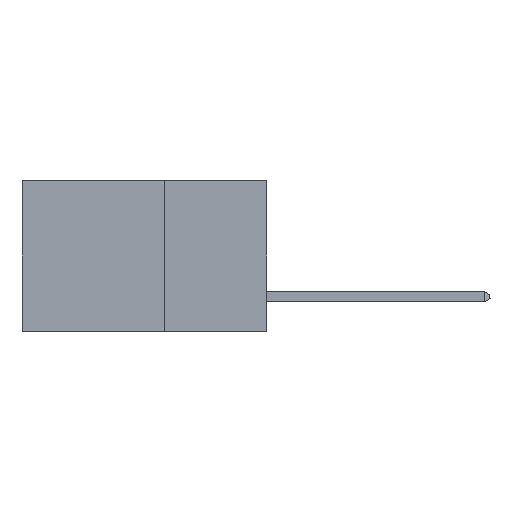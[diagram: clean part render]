
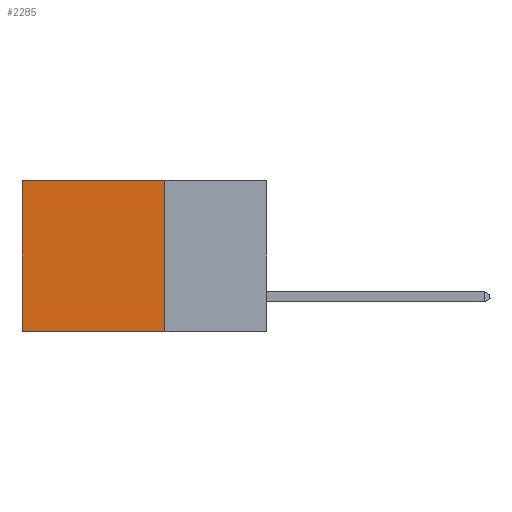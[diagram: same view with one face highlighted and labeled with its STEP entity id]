
A CAD part, left-side view. The second image highlights one B-rep face of the part: STEP entity #2285.
In plain terms, the highlighted planar face has unit normal (-1, 0, 0).
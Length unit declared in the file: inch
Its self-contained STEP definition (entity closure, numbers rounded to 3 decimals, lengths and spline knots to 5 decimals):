
#1162 = CARTESIAN_POINT ( 'NONE',  ( 0.2875, 0.25, 0. ) ) ;
#2116 = VERTEX_POINT ( 'NONE', #15763 ) ;
#2285 = ADVANCED_FACE ( 'NONE', ( #6623 ), #16070, .F. ) ;
#2368 = LINE ( 'NONE', #1162, #15122 ) ;
#2497 = DIRECTION ( 'NONE',  ( 0., 1., 0. ) ) ;
#2556 = CARTESIAN_POINT ( 'NONE',  ( 0.2875, 0.25, 0. ) ) ;
#2952 = AXIS2_PLACEMENT_3D ( 'NONE', #2556, #5144, #13738 ) ;
#2965 = ORIENTED_EDGE ( 'NONE', *, *, #8789, .F. ) ;
#3747 = EDGE_LOOP ( 'NONE', ( #10726, #4780, #2965, #11758 ) ) ;
#4780 = ORIENTED_EDGE ( 'NONE', *, *, #11805, .F. ) ;
#4794 = LINE ( 'NONE', #5047, #7797 ) ;
#5047 = CARTESIAN_POINT ( 'NONE',  ( 0.2875, 0.6, 0. ) ) ;
#5144 = DIRECTION ( 'NONE',  ( 1., 0., 0. ) ) ;
#5216 = DIRECTION ( 'NONE',  ( 0., 1., 0. ) ) ;
#5661 = VERTEX_POINT ( 'NONE', #11472 ) ;
#6623 = FACE_OUTER_BOUND ( 'NONE', #3747, .T. ) ;
#6716 = LINE ( 'NONE', #12601, #9949 ) ;
#6907 = DIRECTION ( 'NONE',  ( 0., 0., -1. ) ) ;
#7222 = VECTOR ( 'NONE', #6907, 39.37008 ) ;
#7797 = VECTOR ( 'NONE', #8835, 39.37008 ) ;
#7984 = VERTEX_POINT ( 'NONE', #13697 ) ;
#8789 = EDGE_CURVE ( 'NONE', #7984, #12896, #14065, .T. ) ;
#8835 = DIRECTION ( 'NONE',  ( 0., 0., -1. ) ) ;
#9765 = EDGE_CURVE ( 'NONE', #2116, #5661, #4794, .T. ) ;
#9949 = VECTOR ( 'NONE', #5216, 39.37008 ) ;
#10378 = EDGE_CURVE ( 'NONE', #7984, #2116, #2368, .T. ) ;
#10526 = CARTESIAN_POINT ( 'NONE',  ( 0.2875, 0.25, 0. ) ) ;
#10726 = ORIENTED_EDGE ( 'NONE', *, *, #9765, .T. ) ;
#11182 = CARTESIAN_POINT ( 'NONE',  ( 0.2875, 0.25, -0.37 ) ) ;
#11472 = CARTESIAN_POINT ( 'NONE',  ( 0.2875, 0.6, -0.37 ) ) ;
#11758 = ORIENTED_EDGE ( 'NONE', *, *, #10378, .T. ) ;
#11805 = EDGE_CURVE ( 'NONE', #12896, #5661, #6716, .T. ) ;
#12601 = CARTESIAN_POINT ( 'NONE',  ( 0.2875, 0.25, -0.37 ) ) ;
#12896 = VERTEX_POINT ( 'NONE', #11182 ) ;
#13697 = CARTESIAN_POINT ( 'NONE',  ( 0.2875, 0.25, 0. ) ) ;
#13738 = DIRECTION ( 'NONE',  ( 0., 0., -1. ) ) ;
#14065 = LINE ( 'NONE', #10526, #7222 ) ;
#15122 = VECTOR ( 'NONE', #2497, 39.37008 ) ;
#15763 = CARTESIAN_POINT ( 'NONE',  ( 0.2875, 0.6, 0. ) ) ;
#16070 = PLANE ( 'NONE',  #2952 ) ;
